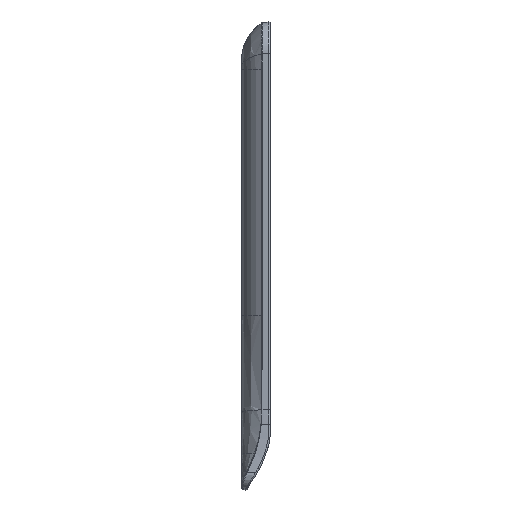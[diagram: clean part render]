
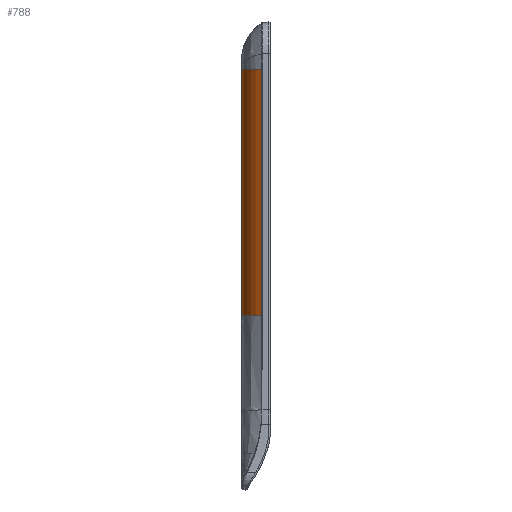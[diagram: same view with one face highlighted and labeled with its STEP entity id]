
A CAD part, left-side view. The second image highlights one B-rep face of the part: STEP entity #788.
In plain terms, the highlighted face is a extrusion surface.
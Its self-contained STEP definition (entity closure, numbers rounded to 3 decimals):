
#106=SURFACE_OF_LINEAR_EXTRUSION('',#7687,#2750);
#788=ADVANCED_FACE('',(#1309),#106,.F.);
#1309=FACE_OUTER_BOUND('',#1756,.T.);
#1756=EDGE_LOOP('',(#3380,#3381,#3382,#3383));
#2264=LINE('',#10609,#2743);
#2743=VECTOR('',#8688,1.);
#2750=VECTOR('',#8715,1.);
#3380=ORIENTED_EDGE('',*,*,#6503,.T.);
#3381=ORIENTED_EDGE('',*,*,#6436,.F.);
#3382=ORIENTED_EDGE('',*,*,#6495,.F.);
#3383=ORIENTED_EDGE('',*,*,#6502,.F.);
#5662=VERTEX_POINT('',#10608);
#5663=VERTEX_POINT('',#10610);
#5704=VERTEX_POINT('',#11390);
#5708=VERTEX_POINT('',#11583);
#6436=EDGE_CURVE('',#5662,#5663,#2264,.T.);
#6495=EDGE_CURVE('',#5704,#5662,#7680,.T.);
#6502=EDGE_CURVE('',#5708,#5704,#7685,.T.);
#6503=EDGE_CURVE('',#5708,#5663,#7686,.T.);
#7680=B_SPLINE_CURVE_WITH_KNOTS('',3,(#11386,#11387,#11388,#11389),
 .UNSPECIFIED.,.F.,.F.,(4,4),(0.,1.),.UNSPECIFIED.);
#7685=B_SPLINE_CURVE_WITH_KNOTS('',3,(#11584,#11585,#11586,#11587),
 .UNSPECIFIED.,.F.,.F.,(4,4),(0.,1.),.UNSPECIFIED.);
#7686=B_SPLINE_CURVE_WITH_KNOTS('',3,(#11589,#11590,#11591,#11592),
 .UNSPECIFIED.,.F.,.F.,(4,4),(0.,1.),.UNSPECIFIED.);
#7687=B_SPLINE_CURVE_WITH_KNOTS('',3,(#11593,#11594,#11595,#11596,#11597,
#11598),.UNSPECIFIED.,.F.,.F.,(4,1,1,4),(0.,0.011,0.989,
1.),.UNSPECIFIED.);
#8688=DIRECTION('',(0.,0.,1.));
#8715=DIRECTION('',(0.,0.,-1.));
#10608=CARTESIAN_POINT('',(-168.854,20.592,102.326));
#10609=CARTESIAN_POINT('',(-168.854,20.592,102.326));
#10610=CARTESIAN_POINT('',(-168.854,20.592,236.966));
#11386=CARTESIAN_POINT('',(-189.359,9.636,102.326));
#11387=CARTESIAN_POINT('',(-184.69,16.626,102.326));
#11388=CARTESIAN_POINT('',(-177.272,20.592,102.326));
#11389=CARTESIAN_POINT('',(-168.854,20.592,102.326));
#11390=CARTESIAN_POINT('',(-189.359,9.636,102.326));
#11583=CARTESIAN_POINT('',(-189.359,9.636,236.966));
#11584=CARTESIAN_POINT('',(-189.359,9.636,236.966));
#11585=CARTESIAN_POINT('',(-189.359,9.636,192.086));
#11586=CARTESIAN_POINT('',(-189.359,9.636,147.206));
#11587=CARTESIAN_POINT('',(-189.359,9.636,102.326));
#11589=CARTESIAN_POINT('',(-189.359,9.636,236.966));
#11590=CARTESIAN_POINT('',(-184.69,16.626,236.966));
#11591=CARTESIAN_POINT('',(-177.272,20.592,236.966));
#11592=CARTESIAN_POINT('',(-168.854,20.592,236.966));
#11593=CARTESIAN_POINT('',(-168.559,20.59,236.966));
#11594=CARTESIAN_POINT('',(-168.657,20.591,236.966));
#11595=CARTESIAN_POINT('',(-177.186,20.638,236.966));
#11596=CARTESIAN_POINT('',(-184.777,16.579,236.966));
#11597=CARTESIAN_POINT('',(-189.468,9.472,236.966));
#11598=CARTESIAN_POINT('',(-189.522,9.389,236.966));
